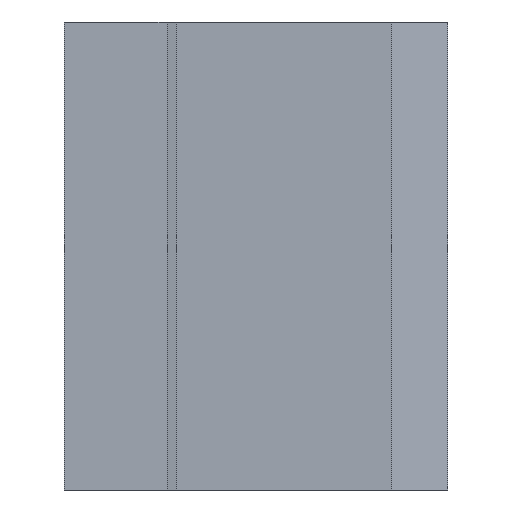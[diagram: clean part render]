
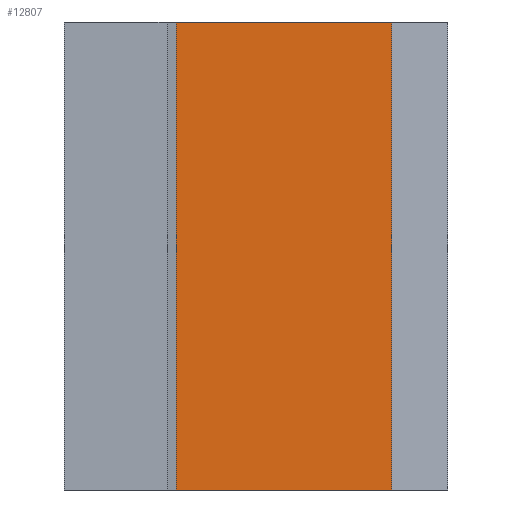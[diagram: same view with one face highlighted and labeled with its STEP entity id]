
A CAD part, left-side view. The second image highlights one B-rep face of the part: STEP entity #12807.
In plain terms, the highlighted planar face has unit normal (-1, 0, 0).
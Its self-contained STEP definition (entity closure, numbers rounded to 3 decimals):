
#69 = CARTESIAN_POINT ( 'NONE',  ( -25.5, -34.5, 25. ) ) ;
#173 = LINE ( 'NONE', #9751, #14013 ) ;
#264 = VECTOR ( 'NONE', #7807, 1000. ) ;
#327 = EDGE_LOOP ( 'NONE', ( #3606, #5671, #7551, #5403 ) ) ;
#744 = LINE ( 'NONE', #10394, #264 ) ;
#1995 = VECTOR ( 'NONE', #3007, 1000. ) ;
#2842 = EDGE_CURVE ( 'NONE', #10045, #14236, #4433, .T. ) ;
#3007 = DIRECTION ( 'NONE',  ( 0., 0., -1. ) ) ;
#3418 = EDGE_CURVE ( 'NONE', #10045, #15323, #5428, .T. ) ;
#3606 = ORIENTED_EDGE ( 'NONE', *, *, #7918, .T. ) ;
#4433 = LINE ( 'NONE', #9300, #11254 ) ;
#4810 = CARTESIAN_POINT ( 'NONE',  ( -25.5, -34.5, -25. ) ) ;
#5403 = ORIENTED_EDGE ( 'NONE', *, *, #3418, .T. ) ;
#5428 = LINE ( 'NONE', #13746, #1995 ) ;
#5671 = ORIENTED_EDGE ( 'NONE', *, *, #5883, .F. ) ;
#5883 = EDGE_CURVE ( 'NONE', #14236, #7098, #173, .T. ) ;
#7098 = VERTEX_POINT ( 'NONE', #4810 ) ;
#7445 = AXIS2_PLACEMENT_3D ( 'NONE', #8979, #13765, #12581 ) ;
#7551 = ORIENTED_EDGE ( 'NONE', *, *, #2842, .F. ) ;
#7807 = DIRECTION ( 'NONE',  ( 0., -1., 0. ) ) ;
#7918 = EDGE_CURVE ( 'NONE', #15323, #7098, #744, .T. ) ;
#8665 = PLANE ( 'NONE',  #7445 ) ;
#8901 = FACE_OUTER_BOUND ( 'NONE', #327, .T. ) ;
#8979 = CARTESIAN_POINT ( 'NONE',  ( -25.5, -11.5, 25. ) ) ;
#9300 = CARTESIAN_POINT ( 'NONE',  ( -25.5, -11.5, 25. ) ) ;
#9751 = CARTESIAN_POINT ( 'NONE',  ( -25.5, -34.5, 25. ) ) ;
#10045 = VERTEX_POINT ( 'NONE', #14716 ) ;
#10394 = CARTESIAN_POINT ( 'NONE',  ( -25.5, -11.5, -25. ) ) ;
#11254 = VECTOR ( 'NONE', #13973, 1000. ) ;
#12272 = CARTESIAN_POINT ( 'NONE',  ( -25.5, -11.5, -25. ) ) ;
#12581 = DIRECTION ( 'NONE',  ( 0., 0., -1. ) ) ;
#12807 = ADVANCED_FACE ( 'NONE', ( #8901 ), #8665, .F. ) ;
#13746 = CARTESIAN_POINT ( 'NONE',  ( -25.5, -11.5, 25. ) ) ;
#13765 = DIRECTION ( 'NONE',  ( 1., 0., 0. ) ) ;
#13973 = DIRECTION ( 'NONE',  ( 0., -1., 0. ) ) ;
#14013 = VECTOR ( 'NONE', #15387, 1000. ) ;
#14236 = VERTEX_POINT ( 'NONE', #69 ) ;
#14716 = CARTESIAN_POINT ( 'NONE',  ( -25.5, -11.5, 25. ) ) ;
#15323 = VERTEX_POINT ( 'NONE', #12272 ) ;
#15387 = DIRECTION ( 'NONE',  ( 0., 0., -1. ) ) ;
